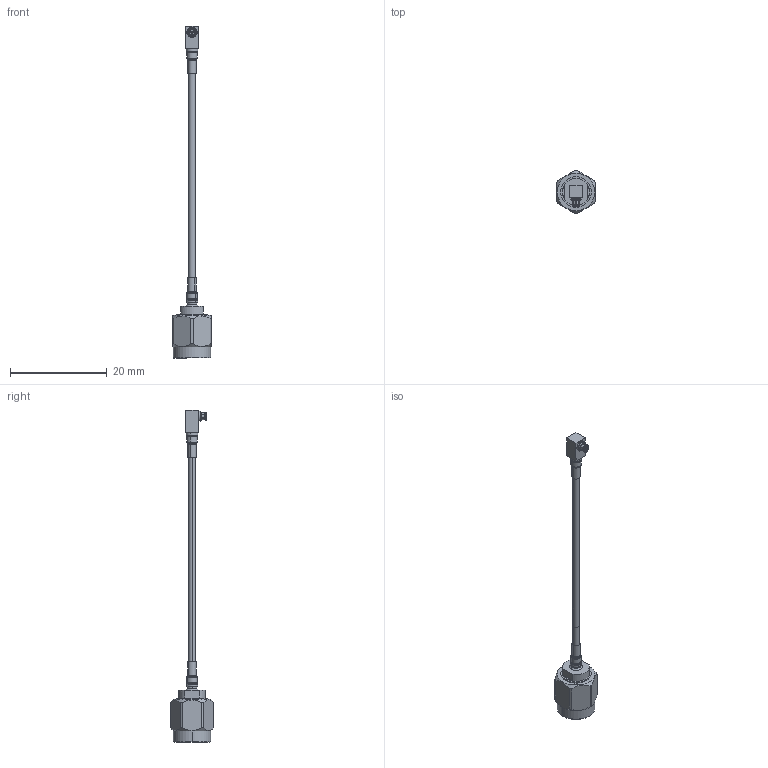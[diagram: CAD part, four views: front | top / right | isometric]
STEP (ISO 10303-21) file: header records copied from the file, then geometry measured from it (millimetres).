
FILE_DESCRIPTION (( 'STEP AP214' ), '1' );
FILE_NAME ('FMCA9961_3D.step', '2023-09-25T22:13:30', ( '' ), ( '' ), 'SwSTEP 2.0', 'SolidWorks 2022', '' );
FILE_SCHEMA (( 'AUTOMOTIVE_DESIGN' ));
Length unit declared in the file: inch
Products named in the file (5): Copy of PE45412^FMCA9961_INSTRUCTIONS; Copy of 047_HeatShrink^FMCA9961; Copy of PE45894^FMCA9961; Copy of PE-P047 Cable New^FMCA9961; FMCA9961_3D
Assembly tree (5 placements, depth 2):
  FMCA9961_3D
    Copy of PE-P047 Cable New^FMCA9961
    Copy of PE45894^FMCA9961
    Copy of PE45412^FMCA9961_INSTRUCTIONS
    Copy of 047_HeatShrink^FMCA9961  x2
Bounding box: 7.92 x 8.88 x 68.65 mm (x, y, z)
Volume: 546.3 mm3; surface area: 1026.5 mm2
Topology: 7 solids, 7 shells, 252 faces, 622 edges, 396 vertices
Faces by surface type: cylinder 99, plane 81, cone 37, torus 32, bspline 3
Entity records: 8869 total; most frequent: CARTESIAN_POINT 2909, DIRECTION 1225, ORIENTED_EDGE 1164, EDGE_CURVE 582, AXIS2_PLACEMENT_3D 499, VERTEX_POINT 376, EDGE_LOOP 270, CIRCLE 262
